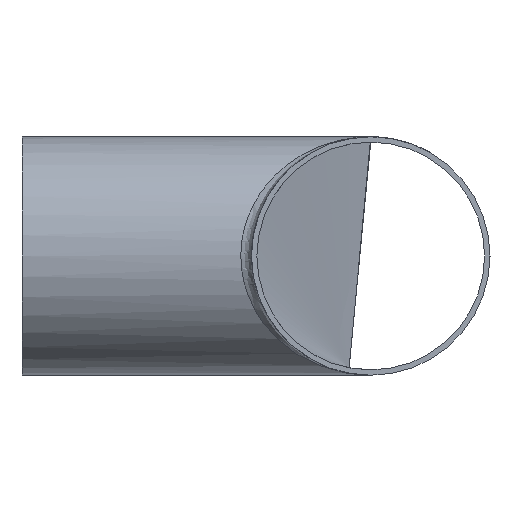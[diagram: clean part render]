
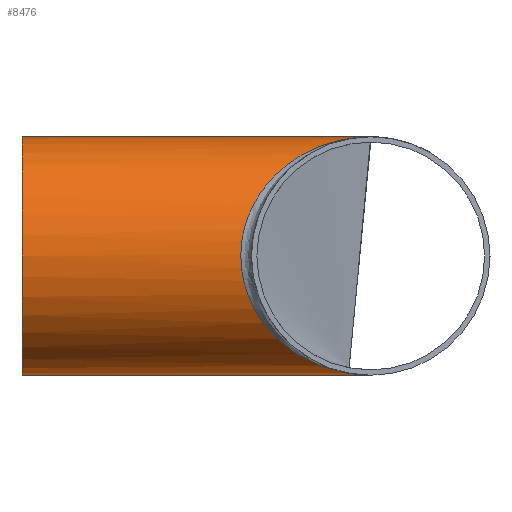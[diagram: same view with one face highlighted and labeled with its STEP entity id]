
A CAD part, left-side view. The second image highlights one B-rep face of the part: STEP entity #8476.
In plain terms, the highlighted cylindrical face has radius 44.45 mm (diameter 88.9 mm), a full revolution.
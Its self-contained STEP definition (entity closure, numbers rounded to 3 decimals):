
#2011 = CARTESIAN_POINT ( 'NONE',  ( 0., 130., 44.45 ) ) ;
#2290 = DIRECTION ( 'NONE',  ( 0., 1., 0. ) ) ;
#4270 = EDGE_CURVE ( 'NONE', #10328, #20300, #10217, .T. ) ;
#4837 = CARTESIAN_POINT ( 'NONE',  ( 0., 0., 44.45 ) ) ;
#6309 = FACE_OUTER_BOUND ( 'NONE', #20591, .T. ) ;
#8269 = CARTESIAN_POINT ( 'NONE',  ( 0., 130., 0. ) ) ;
#8476 = ADVANCED_FACE ( 'NONE', ( #6309, #18235 ), #22053, .T. ) ;
#8536 = AXIS2_PLACEMENT_3D ( 'NONE', #20242, #2290, #10274 ) ;
#10217 =( BOUNDED_CURVE ( )  B_SPLINE_CURVE ( 3, ( #23372, #17447, #15464, #25853 ),
 .UNSPECIFIED., .F., .T. ) 
 B_SPLINE_CURVE_WITH_KNOTS ( ( 4, 4 ),
 ( 4.712, 7.854 ),
 .UNSPECIFIED. ) 
 CURVE ( )  GEOMETRIC_REPRESENTATION_ITEM ( )  RATIONAL_B_SPLINE_CURVE ( ( 1., 0.333, 0.333, 1. ) ) 
 REPRESENTATION_ITEM ( '' )  );
#10274 = DIRECTION ( 'NONE',  ( 0., 0., 1. ) ) ;
#10328 = VERTEX_POINT ( 'NONE', #20765 ) ;
#11556 = EDGE_CURVE ( 'NONE', #19956, #19956, #19841, .T. ) ;
#12804 = EDGE_CURVE ( 'NONE', #20300, #10328, #24498, .T. ) ;
#14094 = ORIENTED_EDGE ( 'NONE', *, *, #12804, .T. ) ;
#14290 = DIRECTION ( 'NONE',  ( 0., 0., -1. ) ) ;
#14655 = CARTESIAN_POINT ( 'NONE',  ( 88.9, 96.9, 44.45 ) ) ;
#15464 = CARTESIAN_POINT ( 'NONE',  ( -88.9, 96.9, 44.45 ) ) ;
#17447 = CARTESIAN_POINT ( 'NONE',  ( -88.9, 96.9, -44.45 ) ) ;
#18235 = FACE_OUTER_BOUND ( 'NONE', #22329, .T. ) ;
#19107 = CARTESIAN_POINT ( 'NONE',  ( 88.9, 96.9, -44.45 ) ) ;
#19841 = CIRCLE ( 'NONE', #8536, 44.45 ) ;
#19956 = VERTEX_POINT ( 'NONE', #2011 ) ;
#20076 = DIRECTION ( 'NONE',  ( 0., -1., 0. ) ) ;
#20242 = CARTESIAN_POINT ( 'NONE',  ( 0., 130., 0. ) ) ;
#20300 = VERTEX_POINT ( 'NONE', #21364 ) ;
#20591 = EDGE_LOOP ( 'NONE', ( #22631, #14094 ) ) ;
#20765 = CARTESIAN_POINT ( 'NONE',  ( 0., 0., -44.45 ) ) ;
#21364 = CARTESIAN_POINT ( 'NONE',  ( 0., 0., 44.45 ) ) ;
#21878 = ORIENTED_EDGE ( 'NONE', *, *, #11556, .F. ) ;
#22053 = CYLINDRICAL_SURFACE ( 'NONE', #24459, 44.45 ) ;
#22329 = EDGE_LOOP ( 'NONE', ( #21878 ) ) ;
#22631 = ORIENTED_EDGE ( 'NONE', *, *, #4270, .T. ) ;
#23372 = CARTESIAN_POINT ( 'NONE',  ( 0., 0., -44.45 ) ) ;
#24459 = AXIS2_PLACEMENT_3D ( 'NONE', #8269, #20076, #14290 ) ;
#24498 =( BOUNDED_CURVE ( )  B_SPLINE_CURVE ( 3, ( #4837, #14655, #19107, #24911 ),
 .UNSPECIFIED., .F., .T. ) 
 B_SPLINE_CURVE_WITH_KNOTS ( ( 4, 4 ),
 ( 1.571, 4.712 ),
 .UNSPECIFIED. ) 
 CURVE ( )  GEOMETRIC_REPRESENTATION_ITEM ( )  RATIONAL_B_SPLINE_CURVE ( ( 1., 0.333, 0.333, 1. ) ) 
 REPRESENTATION_ITEM ( '' )  );
#24911 = CARTESIAN_POINT ( 'NONE',  ( 0., 0., -44.45 ) ) ;
#25853 = CARTESIAN_POINT ( 'NONE',  ( 0., 0., 44.45 ) ) ;
